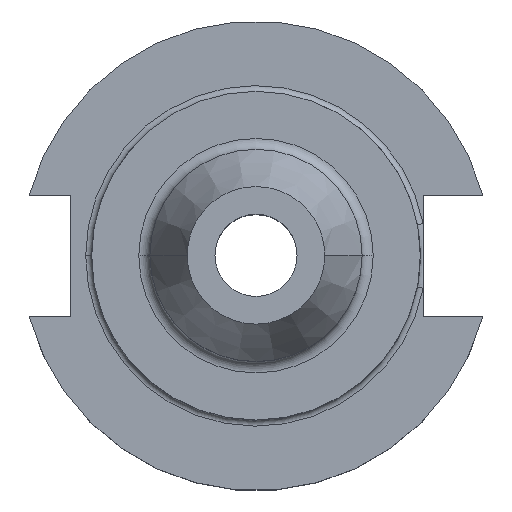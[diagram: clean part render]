
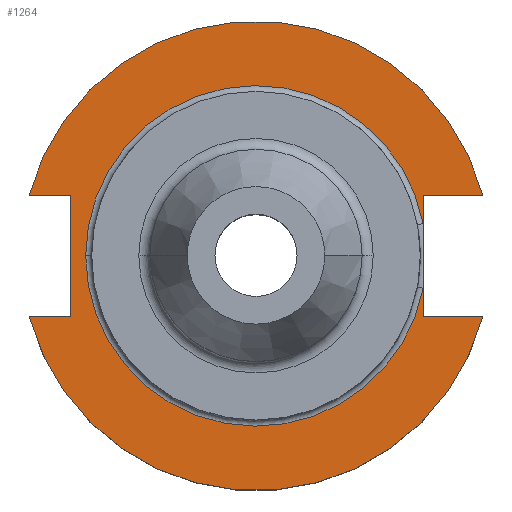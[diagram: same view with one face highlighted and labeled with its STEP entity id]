
A CAD part, top view. The second image highlights one B-rep face of the part: STEP entity #1264.
In plain terms, the highlighted planar face has unit normal (0, 0, 1).
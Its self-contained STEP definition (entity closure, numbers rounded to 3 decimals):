
#30 = LINE ( 'NONE', #758, #1026 ) ;
#82 = DIRECTION ( 'NONE',  ( -1., 0., 0. ) ) ;
#87 = LINE ( 'NONE', #1183, #1618 ) ;
#111 = LINE ( 'NONE', #1142, #923 ) ;
#114 = VERTEX_POINT ( 'NONE', #1134 ) ;
#120 = DIRECTION ( 'NONE',  ( 1., 0., 0. ) ) ;
#148 = EDGE_CURVE ( 'NONE', #928, #799, #111, .T. ) ;
#172 = ORIENTED_EDGE ( 'NONE', *, *, #220, .F. ) ;
#174 = EDGE_CURVE ( 'NONE', #857, #379, #446, .T. ) ;
#177 = CIRCLE ( 'NONE', #989, 23.025 ) ;
#220 = EDGE_CURVE ( 'NONE', #853, #1105, #1344, .T. ) ;
#227 = DIRECTION ( 'NONE',  ( 1., 0., 0. ) ) ;
#289 = FACE_OUTER_BOUND ( 'NONE', #1014, .T. ) ;
#300 = ORIENTED_EDGE ( 'NONE', *, *, #1229, .T. ) ;
#313 = CARTESIAN_POINT ( 'NONE',  ( 0., 0., 19.05 ) ) ;
#322 = CARTESIAN_POINT ( 'NONE',  ( 30.675, 8.191, 19.05 ) ) ;
#338 = ORIENTED_EDGE ( 'NONE', *, *, #174, .T. ) ;
#361 = VERTEX_POINT ( 'NONE', #1282 ) ;
#369 = CARTESIAN_POINT ( 'NONE',  ( 22.606, 4.373, 19.05 ) ) ;
#379 = VERTEX_POINT ( 'NONE', #369 ) ;
#446 = CIRCLE ( 'NONE', #1693, 23.025 ) ;
#449 = AXIS2_PLACEMENT_3D ( 'NONE', #900, #1010, #761 ) ;
#499 = VERTEX_POINT ( 'NONE', #777 ) ;
#502 = EDGE_CURVE ( 'NONE', #114, #980, #87, .T. ) ;
#544 = CARTESIAN_POINT ( 'NONE',  ( 22.606, -4.373, 19.05 ) ) ;
#556 = CARTESIAN_POINT ( 'NONE',  ( -25.091, 8.191, 19.05 ) ) ;
#574 = EDGE_CURVE ( 'NONE', #853, #361, #1271, .T. ) ;
#628 = DIRECTION ( 'NONE',  ( 0., 0., -1. ) ) ;
#654 = ORIENTED_EDGE ( 'NONE', *, *, #1717, .T. ) ;
#679 = EDGE_CURVE ( 'NONE', #1165, #928, #1235, .T. ) ;
#724 = DIRECTION ( 'NONE',  ( -1., 0., 0. ) ) ;
#758 = CARTESIAN_POINT ( 'NONE',  ( 22.606, 22.225, 19.05 ) ) ;
#761 = DIRECTION ( 'NONE',  ( 1., 0., 0. ) ) ;
#777 = CARTESIAN_POINT ( 'NONE',  ( 22.606, 8.191, 19.05 ) ) ;
#799 = VERTEX_POINT ( 'NONE', #556 ) ;
#811 = EDGE_CURVE ( 'NONE', #114, #361, #1315, .T. ) ;
#815 = CARTESIAN_POINT ( 'NONE',  ( 0., -8.191, 19.05 ) ) ;
#847 = CARTESIAN_POINT ( 'NONE',  ( -30.675, 8.191, 19.05 ) ) ;
#853 = VERTEX_POINT ( 'NONE', #1097 ) ;
#857 = VERTEX_POINT ( 'NONE', #1376 ) ;
#866 = EDGE_CURVE ( 'NONE', #980, #857, #177, .T. ) ;
#872 = CARTESIAN_POINT ( 'NONE',  ( 0., 22.225, 19.05 ) ) ;
#875 = VECTOR ( 'NONE', #1505, 1000. ) ;
#881 = PLANE ( 'NONE',  #1172 ) ;
#898 = ORIENTED_EDGE ( 'NONE', *, *, #679, .T. ) ;
#900 = CARTESIAN_POINT ( 'NONE',  ( 0., 0., 19.05 ) ) ;
#908 = ORIENTED_EDGE ( 'NONE', *, *, #148, .T. ) ;
#923 = VECTOR ( 'NONE', #227, 1000. ) ;
#928 = VERTEX_POINT ( 'NONE', #847 ) ;
#970 = CARTESIAN_POINT ( 'NONE',  ( -25.091, 8.191, 19.05 ) ) ;
#980 = VERTEX_POINT ( 'NONE', #544 ) ;
#983 = VECTOR ( 'NONE', #1451, 1000. ) ;
#989 = AXIS2_PLACEMENT_3D ( 'NONE', #313, #1391, #724 ) ;
#1010 = DIRECTION ( 'NONE',  ( 0., 0., 1. ) ) ;
#1014 = EDGE_LOOP ( 'NONE', ( #1536, #1561, #338, #300, #1574, #898, #908, #654, #172, #1443, #1065 ) ) ;
#1026 = VECTOR ( 'NONE', #1698, 1000. ) ;
#1027 = VECTOR ( 'NONE', #1378, 1000. ) ;
#1065 = ORIENTED_EDGE ( 'NONE', *, *, #811, .F. ) ;
#1067 = VECTOR ( 'NONE', #120, 1000. ) ;
#1076 = CARTESIAN_POINT ( 'NONE',  ( 0., 0., 19.05 ) ) ;
#1096 = AXIS2_PLACEMENT_3D ( 'NONE', #1076, #1210, #1206 ) ;
#1097 = CARTESIAN_POINT ( 'NONE',  ( -30.675, -8.191, 19.05 ) ) ;
#1105 = VERTEX_POINT ( 'NONE', #1664 ) ;
#1134 = CARTESIAN_POINT ( 'NONE',  ( 22.606, -8.191, 19.05 ) ) ;
#1142 = CARTESIAN_POINT ( 'NONE',  ( -61.091, 8.191, 19.05 ) ) ;
#1165 = VERTEX_POINT ( 'NONE', #322 ) ;
#1172 = AXIS2_PLACEMENT_3D ( 'NONE', #872, #628, #82 ) ;
#1177 = CARTESIAN_POINT ( 'NONE',  ( -61.091, -8.191, 19.05 ) ) ;
#1183 = CARTESIAN_POINT ( 'NONE',  ( 22.606, 22.225, 19.05 ) ) ;
#1206 = DIRECTION ( 'NONE',  ( 1., 0., 0. ) ) ;
#1210 = DIRECTION ( 'NONE',  ( 0., 0., 1. ) ) ;
#1229 = EDGE_CURVE ( 'NONE', #379, #499, #30, .T. ) ;
#1235 = CIRCLE ( 'NONE', #449, 31.75 ) ;
#1264 = ADVANCED_FACE ( 'NONE', ( #289 ), #881, .F. ) ;
#1271 = CIRCLE ( 'NONE', #1096, 31.75 ) ;
#1282 = CARTESIAN_POINT ( 'NONE',  ( 30.675, -8.191, 19.05 ) ) ;
#1288 = CARTESIAN_POINT ( 'NONE',  ( 0., 8.191, 19.05 ) ) ;
#1315 = LINE ( 'NONE', #815, #875 ) ;
#1344 = LINE ( 'NONE', #1177, #1067 ) ;
#1376 = CARTESIAN_POINT ( 'NONE',  ( -23.025, 0., 19.05 ) ) ;
#1378 = DIRECTION ( 'NONE',  ( 0., -1., 0. ) ) ;
#1391 = DIRECTION ( 'NONE',  ( 0., 0., -1. ) ) ;
#1393 = LINE ( 'NONE', #970, #1027 ) ;
#1443 = ORIENTED_EDGE ( 'NONE', *, *, #574, .T. ) ;
#1448 = DIRECTION ( 'NONE',  ( 0., 1., 0. ) ) ;
#1451 = DIRECTION ( 'NONE',  ( -1., 0., 0. ) ) ;
#1505 = DIRECTION ( 'NONE',  ( 1., 0., 0. ) ) ;
#1536 = ORIENTED_EDGE ( 'NONE', *, *, #502, .T. ) ;
#1547 = CARTESIAN_POINT ( 'NONE',  ( 0., 0., 19.05 ) ) ;
#1561 = ORIENTED_EDGE ( 'NONE', *, *, #866, .T. ) ;
#1574 = ORIENTED_EDGE ( 'NONE', *, *, #1697, .F. ) ;
#1618 = VECTOR ( 'NONE', #1448, 1000. ) ;
#1664 = CARTESIAN_POINT ( 'NONE',  ( -25.091, -8.191, 19.05 ) ) ;
#1668 = DIRECTION ( 'NONE',  ( 0., 0., -1. ) ) ;
#1679 = DIRECTION ( 'NONE',  ( -1., 0., 0. ) ) ;
#1693 = AXIS2_PLACEMENT_3D ( 'NONE', #1547, #1668, #1679 ) ;
#1697 = EDGE_CURVE ( 'NONE', #1165, #499, #1701, .T. ) ;
#1698 = DIRECTION ( 'NONE',  ( 0., 1., 0. ) ) ;
#1701 = LINE ( 'NONE', #1288, #983 ) ;
#1717 = EDGE_CURVE ( 'NONE', #799, #1105, #1393, .T. ) ;
